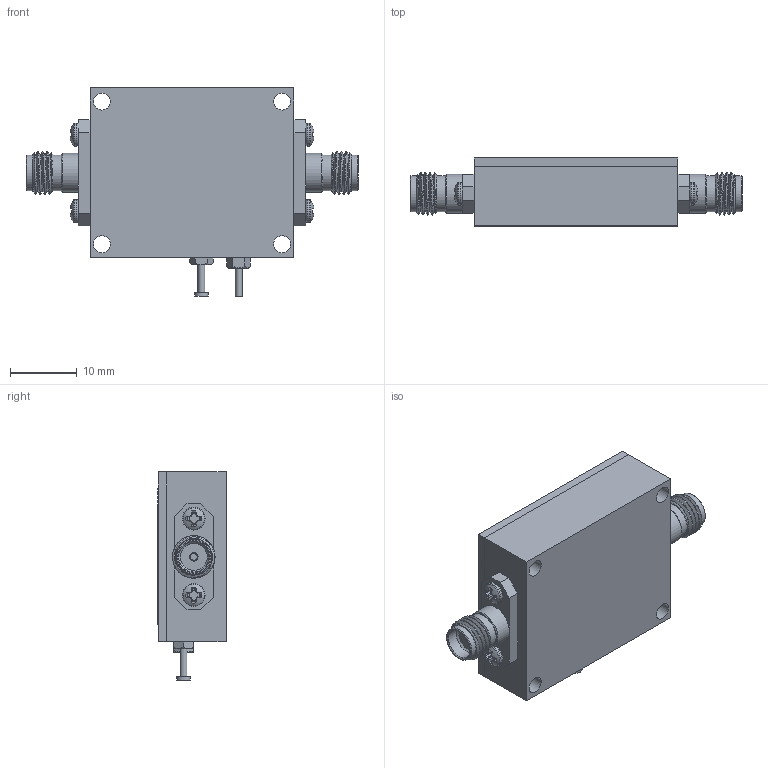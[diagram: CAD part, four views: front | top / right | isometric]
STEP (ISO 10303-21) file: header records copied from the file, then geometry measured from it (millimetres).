
FILE_DESCRIPTION (( 'STEP AP203' ), '1' );
FILE_NAME ('PE15A3009.step', '2020-04-02T22:15:40', ( '' ), ( '' ), 'SwSTEP 2.0', 'SolidWorks 2018', '' );
FILE_SCHEMA (( 'CONFIG_CONTROL_DESIGN' ));
Products named in the file (1): PE15A3009
Bounding box: 49.63 x 10.19 x 31.11 mm (x, y, z)
Volume: 8313.8 mm3; surface area: 4493 mm2
Topology: 10 solids, 16 shells, 1261 faces, 3326 edges, 2196 vertices
Faces by surface type: plane 665, bspline 283, cylinder 201, cone 100, torus 8, sphere 4
Full cylindrical faces by diameter (mm): 1.016 x5, 1.27 x7, 1.854 x4, 2.032 x1, 2.057 x6, 2.54 x4, 3.393 x4, 4.521 x2, 5.08 x2, 5.334 x4, 5.842 x2
Entity records: 62456 total; most frequent: CARTESIAN_POINT 34816, ORIENTED_EDGE 6384, DIRECTION 4399, EDGE_CURVE 3192, VERTEX_POINT 2155, LINE 1759, VECTOR 1759, EDGE_LOOP 1455
